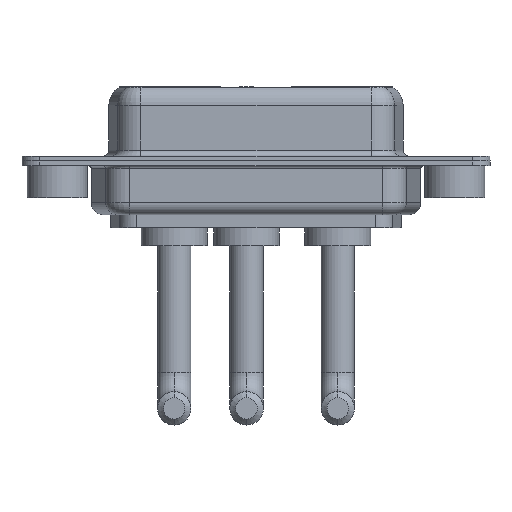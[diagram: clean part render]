
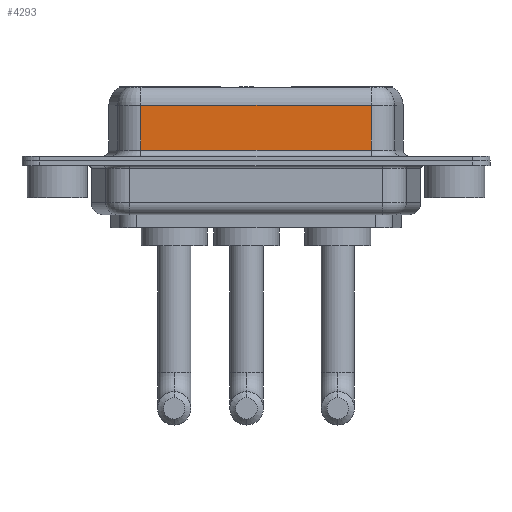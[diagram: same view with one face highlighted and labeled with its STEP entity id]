
A CAD part, front view. The second image highlights one B-rep face of the part: STEP entity #4293.
In plain terms, the highlighted planar face has unit normal (0, -1, 0).
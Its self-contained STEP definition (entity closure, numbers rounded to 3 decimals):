
#271 = EDGE_CURVE ( 'NONE', #7968, #6530, #1067, .T. ) ;
#318 = LINE ( 'NONE', #1429, #9594 ) ;
#877 = VECTOR ( 'NONE', #8334, 1000. ) ;
#1067 = LINE ( 'NONE', #3426, #3447 ) ;
#1429 = CARTESIAN_POINT ( 'NONE',  ( 26.287, -3.95, 6.4 ) ) ;
#1980 = PLANE ( 'NONE',  #7917 ) ;
#2284 = CARTESIAN_POINT ( 'NONE',  ( 26.287, -3.95, 0.9 ) ) ;
#2361 = CARTESIAN_POINT ( 'NONE',  ( 7.013, -3.95, 4.65 ) ) ;
#2453 = ORIENTED_EDGE ( 'NONE', *, *, #7928, .T. ) ;
#2455 = VERTEX_POINT ( 'NONE', #8546 ) ;
#3426 = CARTESIAN_POINT ( 'NONE',  ( 7.013, -3.95, 6.4 ) ) ;
#3447 = VECTOR ( 'NONE', #7727, 1000. ) ;
#3717 = VECTOR ( 'NONE', #4821, 1000. ) ;
#4039 = LINE ( 'NONE', #12519, #877 ) ;
#4293 = ADVANCED_FACE ( 'NONE', ( #12613 ), #1980, .F. ) ;
#4463 = CARTESIAN_POINT ( 'NONE',  ( 7.013, -3.95, 0.9 ) ) ;
#4612 = LINE ( 'NONE', #7910, #3717 ) ;
#4821 = DIRECTION ( 'NONE',  ( -1., 0., 0. ) ) ;
#5714 = DIRECTION ( 'NONE',  ( 0., 0., -1. ) ) ;
#5964 = EDGE_LOOP ( 'NONE', ( #7409, #2453, #8270, #12819 ) ) ;
#6530 = VERTEX_POINT ( 'NONE', #4463 ) ;
#7409 = ORIENTED_EDGE ( 'NONE', *, *, #11249, .F. ) ;
#7437 = VERTEX_POINT ( 'NONE', #2284 ) ;
#7441 = DIRECTION ( 'NONE',  ( 0., 0., 1. ) ) ;
#7514 = CARTESIAN_POINT ( 'NONE',  ( 26.287, -3.95, 6.4 ) ) ;
#7727 = DIRECTION ( 'NONE',  ( 0., 0., -1. ) ) ;
#7910 = CARTESIAN_POINT ( 'NONE',  ( 26.287, -3.95, 4.65 ) ) ;
#7917 = AXIS2_PLACEMENT_3D ( 'NONE', #7514, #11644, #7441 ) ;
#7928 = EDGE_CURVE ( 'NONE', #2455, #7968, #4612, .T. ) ;
#7968 = VERTEX_POINT ( 'NONE', #2361 ) ;
#8270 = ORIENTED_EDGE ( 'NONE', *, *, #271, .T. ) ;
#8334 = DIRECTION ( 'NONE',  ( 1., 0., 0. ) ) ;
#8546 = CARTESIAN_POINT ( 'NONE',  ( 26.287, -3.95, 4.65 ) ) ;
#9594 = VECTOR ( 'NONE', #5714, 1000. ) ;
#11249 = EDGE_CURVE ( 'NONE', #2455, #7437, #318, .T. ) ;
#11644 = DIRECTION ( 'NONE',  ( 0., 1., 0. ) ) ;
#12293 = EDGE_CURVE ( 'NONE', #6530, #7437, #4039, .T. ) ;
#12519 = CARTESIAN_POINT ( 'NONE',  ( 26.287, -3.95, 0.9 ) ) ;
#12613 = FACE_OUTER_BOUND ( 'NONE', #5964, .T. ) ;
#12819 = ORIENTED_EDGE ( 'NONE', *, *, #12293, .T. ) ;
